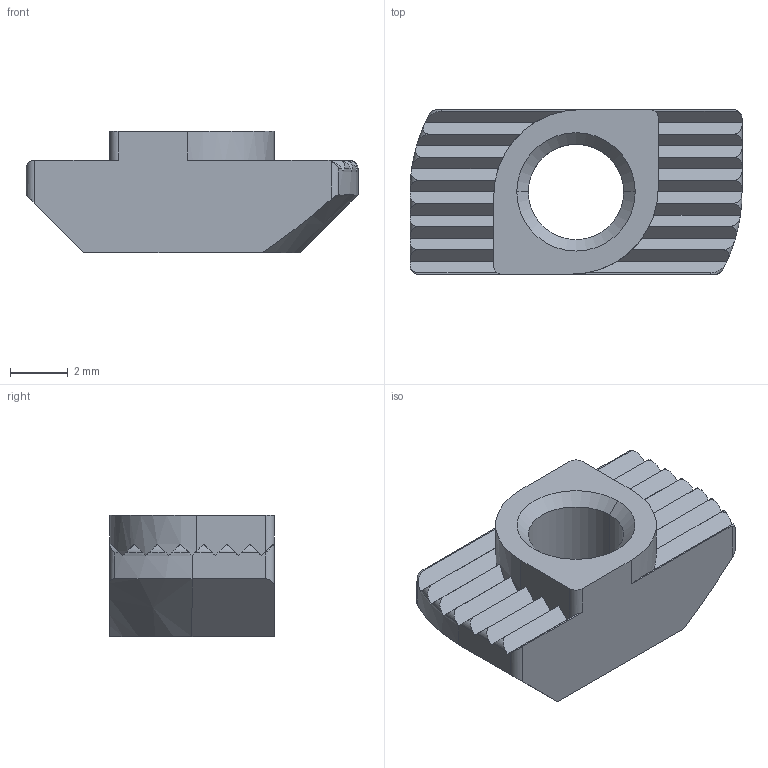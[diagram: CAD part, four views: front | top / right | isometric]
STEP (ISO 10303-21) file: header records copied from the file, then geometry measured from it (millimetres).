
FILE_DESCRIPTION(('FreeCAD Model'),'2;1');
FILE_NAME('Open CASCADE Shape Model','2024-03-19T11:18:30',(''),(''), 'Open CASCADE STEP processor 7.6','FreeCAD','Unknown');
FILE_SCHEMA(('AUTOMOTIVE_DESIGN { 1 0 10303 214 1 1 1 1 }'));
Length unit declared in the file: millimetre
Products named in the file (1): STB6-EMM4
Bounding box: 11.5 x 5.7 x 4.2 mm (x, y, z)
Volume: 165.6 mm3; surface area: 267.6 mm2
Topology: 1 solids, 1 shells, 76 faces, 212 edges, 138 vertices
Faces by surface type: plane 42, cylinder 20, torus 8, cone 6
Entity records: 7102 total; most frequent: CARTESIAN_POINT 3325, DIRECTION 594, ORIENTED_EDGE 424, PCURVE 424, DEFINITIONAL_REPRESENTATION 424, LINE 374, VECTOR 374, EDGE_CURVE 212
